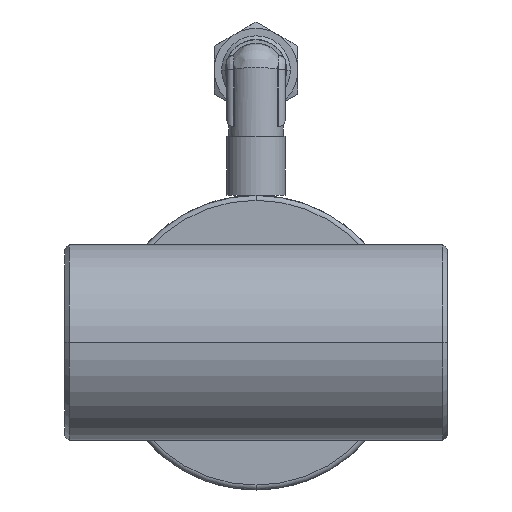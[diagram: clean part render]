
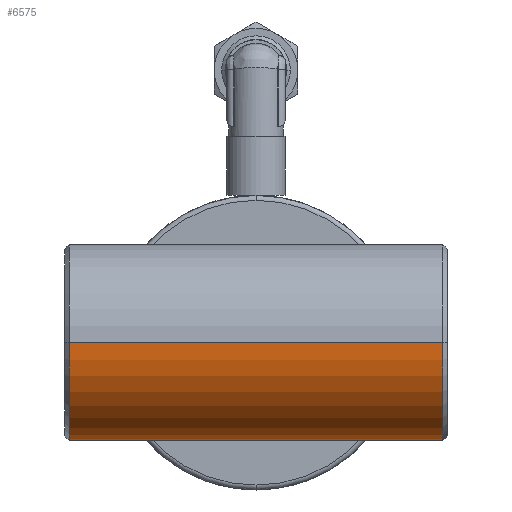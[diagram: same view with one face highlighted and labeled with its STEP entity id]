
A CAD part, left-side view. The second image highlights one B-rep face of the part: STEP entity #6575.
In plain terms, the highlighted cylindrical face has radius 20 mm (diameter 40 mm), a partial arc.
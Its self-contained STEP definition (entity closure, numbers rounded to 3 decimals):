
#167 = LINE ( 'NONE', #10616, #1435 ) ;
#291 = CARTESIAN_POINT ( 'NONE',  ( 0., 38., 0. ) ) ;
#1157 = FACE_OUTER_BOUND ( 'NONE', #4563, .T. ) ;
#1435 = VECTOR ( 'NONE', #4623, 1000. ) ;
#1512 = CARTESIAN_POINT ( 'NONE',  ( 0., -44., 0. ) ) ;
#1587 = ORIENTED_EDGE ( 'NONE', *, *, #5620, .T. ) ;
#1593 = CARTESIAN_POINT ( 'NONE',  ( -40., -38., 0. ) ) ;
#1984 = EDGE_CURVE ( 'NONE', #7946, #3327, #10812, .T. ) ;
#1985 = EDGE_CURVE ( 'NONE', #5279, #3327, #11142, .T. ) ;
#2541 = DIRECTION ( 'NONE',  ( 1., 0., 0. ) ) ;
#3327 = VERTEX_POINT ( 'NONE', #8711 ) ;
#3391 = AXIS2_PLACEMENT_3D ( 'NONE', #11229, #12606, #4186 ) ;
#3479 = ORIENTED_EDGE ( 'NONE', *, *, #1985, .T. ) ;
#3872 = DIRECTION ( 'NONE',  ( 0., -1., 0. ) ) ;
#4186 = DIRECTION ( 'NONE',  ( 1., 0., 0. ) ) ;
#4563 = EDGE_LOOP ( 'NONE', ( #11166, #1587, #3479, #7548 ) ) ;
#4623 = DIRECTION ( 'NONE',  ( 0., -1., 0. ) ) ;
#5279 = VERTEX_POINT ( 'NONE', #291 ) ;
#5526 = AXIS2_PLACEMENT_3D ( 'NONE', #8990, #6998, #2541 ) ;
#5620 = EDGE_CURVE ( 'NONE', #7141, #5279, #7133, .T. ) ;
#6575 = ADVANCED_FACE ( 'NONE', ( #1157 ), #10652, .T. ) ;
#6998 = DIRECTION ( 'NONE',  ( 0., -1., 0. ) ) ;
#7133 = CIRCLE ( 'NONE', #10648, 20. ) ;
#7141 = VERTEX_POINT ( 'NONE', #8559 ) ;
#7548 = ORIENTED_EDGE ( 'NONE', *, *, #1984, .F. ) ;
#7946 = VERTEX_POINT ( 'NONE', #1593 ) ;
#8060 = DIRECTION ( 'NONE',  ( 1., 0., 0. ) ) ;
#8559 = CARTESIAN_POINT ( 'NONE',  ( -40., 38., 0. ) ) ;
#8624 = EDGE_CURVE ( 'NONE', #7141, #7946, #167, .T. ) ;
#8711 = CARTESIAN_POINT ( 'NONE',  ( 0., -38., 0. ) ) ;
#8990 = CARTESIAN_POINT ( 'NONE',  ( -20., -38., 0. ) ) ;
#9052 = VECTOR ( 'NONE', #11071, 1000. ) ;
#10616 = CARTESIAN_POINT ( 'NONE',  ( -40., -44., 0. ) ) ;
#10648 = AXIS2_PLACEMENT_3D ( 'NONE', #13320, #3872, #8060 ) ;
#10652 = CYLINDRICAL_SURFACE ( 'NONE', #3391, 20. ) ;
#10812 = CIRCLE ( 'NONE', #5526, 20. ) ;
#11071 = DIRECTION ( 'NONE',  ( 0., -1., 0. ) ) ;
#11142 = LINE ( 'NONE', #1512, #9052 ) ;
#11166 = ORIENTED_EDGE ( 'NONE', *, *, #8624, .F. ) ;
#11229 = CARTESIAN_POINT ( 'NONE',  ( -20., -44., 0. ) ) ;
#12606 = DIRECTION ( 'NONE',  ( 0., -1., 0. ) ) ;
#13320 = CARTESIAN_POINT ( 'NONE',  ( -20., 38., 0. ) ) ;
